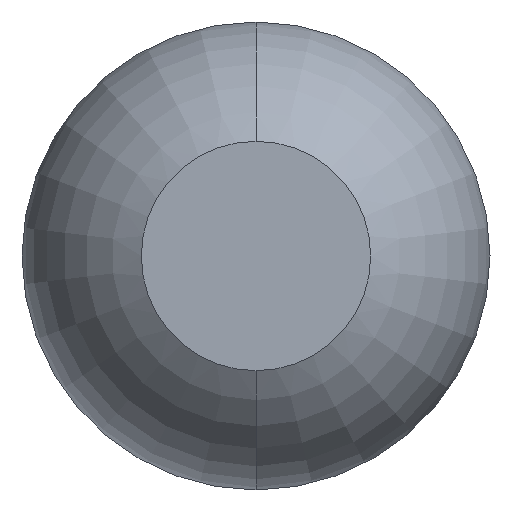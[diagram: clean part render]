
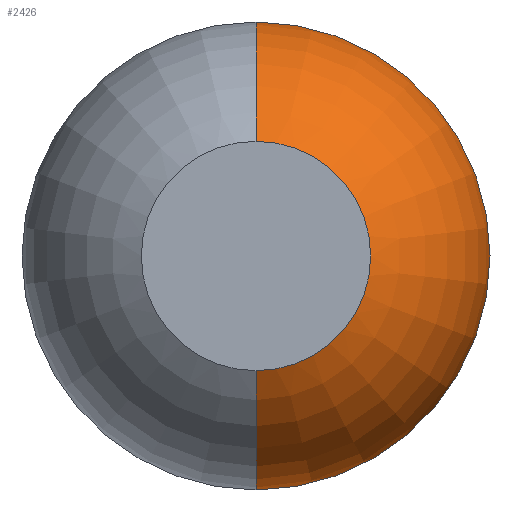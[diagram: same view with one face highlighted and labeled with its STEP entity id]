
A CAD part, front view. The second image highlights one B-rep face of the part: STEP entity #2426.
In plain terms, the highlighted toroidal (fillet/blend) face has major radius 0.01 mm and minor radius 0.5 mm.
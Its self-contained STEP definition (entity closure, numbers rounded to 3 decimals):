
#260 = AXIS2_PLACEMENT_3D ( 'NONE', #2081, #272, #584 ) ;
#272 = DIRECTION ( 'NONE',  ( 0., 1., 0. ) ) ;
#584 = DIRECTION ( 'NONE',  ( 0., 0., 1. ) ) ;
#664 = CIRCLE ( 'NONE', #1814, 0.5 ) ;
#697 = DIRECTION ( 'NONE',  ( 1., 0., 0. ) ) ;
#759 = TOROIDAL_SURFACE ( 'NONE', #3091, 0.01, 0.5 ) ;
#818 = AXIS2_PLACEMENT_3D ( 'NONE', #3364, #3661, #2556 ) ;
#832 = VERTEX_POINT ( 'NONE', #3673 ) ;
#980 = CARTESIAN_POINT ( 'NONE',  ( 0., -26.961, 0.01 ) ) ;
#1023 = VERTEX_POINT ( 'NONE', #2064 ) ;
#1279 = DIRECTION ( 'NONE',  ( 0., 0., -1. ) ) ;
#1380 = EDGE_CURVE ( 'Defeature ausgef�hrt1_12+Defeature ausgef�hrt1_5+Defeature ausgef�hrt1_5+Defeature ausgef�hrt1_5', #1632, #1023, #2362, .T. ) ;
#1538 = CARTESIAN_POINT ( 'NONE',  ( 0., -26.961, 0.51 ) ) ;
#1540 = CIRCLE ( 'NONE', #2686, 0.5 ) ;
#1563 = DIRECTION ( 'NONE',  ( -1., 0., 0. ) ) ;
#1632 = VERTEX_POINT ( 'NONE', #3011 ) ;
#1647 = FACE_OUTER_BOUND ( 'NONE', #3399, .T. ) ;
#1765 = ORIENTED_EDGE ( 'NONE', *, *, #3241, .T. ) ;
#1814 = AXIS2_PLACEMENT_3D ( 'NONE', #980, #1563, #2497 ) ;
#2064 = CARTESIAN_POINT ( 'NONE',  ( 0., -27.4, 0.25 ) ) ;
#2081 = CARTESIAN_POINT ( 'NONE',  ( 0., -26.961, 0. ) ) ;
#2362 = CIRCLE ( 'NONE', #818, 0.25 ) ;
#2426 = ADVANCED_FACE ( 'Defeature ausgef�hrt1_5', ( #1647 ), #759, .T. ) ;
#2497 = DIRECTION ( 'NONE',  ( 0., 0., 1. ) ) ;
#2556 = DIRECTION ( 'NONE',  ( 0., 0., -1. ) ) ;
#2572 = ORIENTED_EDGE ( 'NONE', *, *, #3212, .F. ) ;
#2628 = CIRCLE ( 'NONE', #260, 0.51 ) ;
#2686 = AXIS2_PLACEMENT_3D ( 'NONE', #3674, #697, #1279 ) ;
#2946 = DIRECTION ( 'NONE',  ( 0., 1., 0. ) ) ;
#3011 = CARTESIAN_POINT ( 'NONE',  ( 0., -27.4, -0.25 ) ) ;
#3091 = AXIS2_PLACEMENT_3D ( 'NONE', #3575, #2946, #3881 ) ;
#3174 = ORIENTED_EDGE ( 'NONE', *, *, #3721, .F. ) ;
#3212 = EDGE_CURVE ( 'Defeature ausgef�hrt1_6+Defeature ausgef�hrt1_5+Defeature ausgef�hrt1_5+Defeature ausgef�hrt1_5', #3589, #832, #2628, .T. ) ;
#3241 = EDGE_CURVE ( 'NONE', #1632, #832, #1540, .T. ) ;
#3364 = CARTESIAN_POINT ( 'NONE',  ( 0., -27.4, 0. ) ) ;
#3399 = EDGE_LOOP ( 'NONE', ( #3788, #1765, #2572, #3174 ) ) ;
#3575 = CARTESIAN_POINT ( 'NONE',  ( 0., -26.961, 0. ) ) ;
#3589 = VERTEX_POINT ( 'NONE', #1538 ) ;
#3661 = DIRECTION ( 'NONE',  ( 0., -1., 0. ) ) ;
#3673 = CARTESIAN_POINT ( 'NONE',  ( 0., -26.961, -0.51 ) ) ;
#3674 = CARTESIAN_POINT ( 'NONE',  ( 0., -26.961, -0.01 ) ) ;
#3721 = EDGE_CURVE ( 'NONE', #1023, #3589, #664, .T. ) ;
#3788 = ORIENTED_EDGE ( 'NONE', *, *, #1380, .F. ) ;
#3881 = DIRECTION ( 'NONE',  ( 0., 0., 1. ) ) ;
